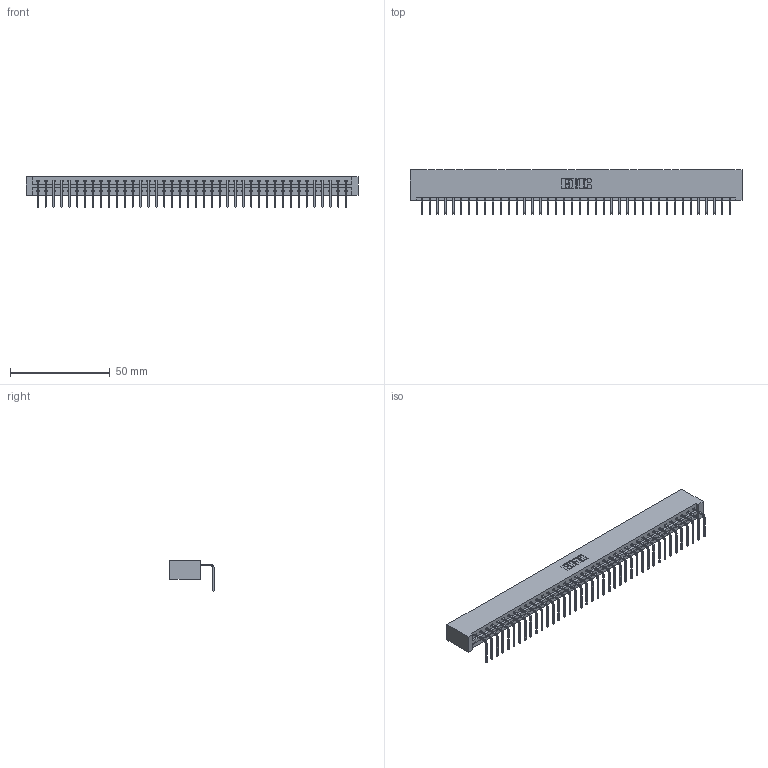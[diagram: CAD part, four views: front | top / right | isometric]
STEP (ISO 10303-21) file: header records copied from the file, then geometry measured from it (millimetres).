
FILE_DESCRIPTION (( 'STEP AP203' ), '1' );
FILE_NAME ('387-040-558-101.STEP', '2018-09-19T17:02:08', ( '' ), ( '' ), 'SwSTEP 2.0', 'SolidWorks 2016', '' );
FILE_SCHEMA (( 'CONFIG_CONTROL_DESIGN' ));
Length unit declared in the file: inch
Products named in the file (3): 337 Part_No Mounting Lugs; 345-292-001_558 Tail - 2; 387-040-558-101
Assembly tree (41 placements, depth 2):
  387-040-558-101
    337 Part_No Mounting Lugs
    345-292-001_558 Tail - 2  x40
Bounding box: 166.37 x 22.17 x 15.37 mm (x, y, z)
Volume: 18138.3 mm3; surface area: 19532.4 mm2
Topology: 41 solids, 41 shells, 2666 faces, 8047 edges, 5310 vertices
Faces by surface type: plane 1986, cylinder 680
Entity records: 29799 total; most frequent: CARTESIAN_POINT 5198, ORIENTED_EDGE 5174, DIRECTION 4371, EDGE_CURVE 2587, LINE 2467, VECTOR 2467, VERTEX_POINT 1722, AXIS2_PLACEMENT_3D 952
